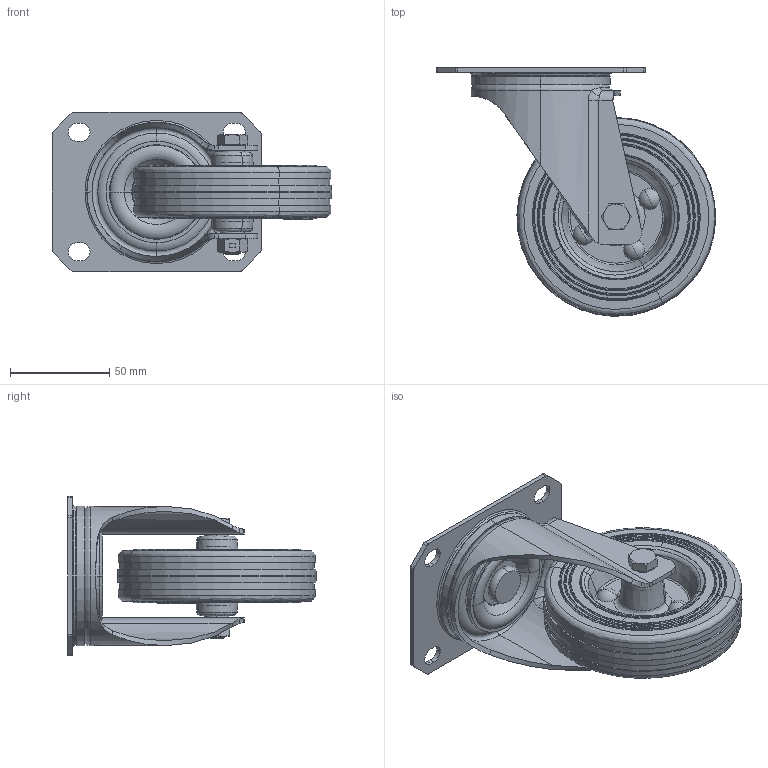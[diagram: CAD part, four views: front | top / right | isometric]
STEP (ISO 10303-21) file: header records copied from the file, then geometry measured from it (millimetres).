
FILE_DESCRIPTION (( 'STEP AP214' ), '1' );
FILE_NAME ('0056297.step', '2023-10-16T13:33:09', ( '' ), ( '' ), 'SwSTEP 2.0', 'SolidWorks 2020', '' );
FILE_SCHEMA (( 'AUTOMOTIVE_DESIGN' ));
Length unit declared in the file: millimetre
Products named in the file (1): 0056297
Bounding box: 140.48 x 124.98 x 80 mm (x, y, z)
Surface area: 89807 mm2 (no closed solid volume)
Topology: 0 solids, 29 shells, 560 faces, 1332 edges, 807 vertices
Faces by surface type: plane 132, cylinder 120, bspline 117, cone 107, torus 84
Entity records: 25891 total; most frequent: CARTESIAN_POINT 7287, DIRECTION 2593, ORIENTED_EDGE 2495, EDGE_CURVE 1312, AXIS2_PLACEMENT_3D 1068, VERTEX_POINT 807, CIRCLE 624, EDGE_LOOP 619
